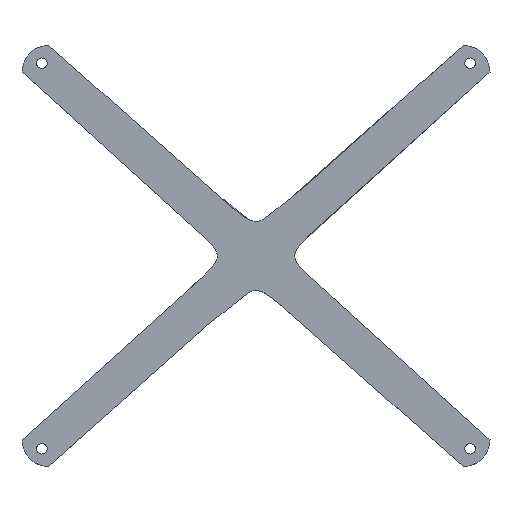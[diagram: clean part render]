
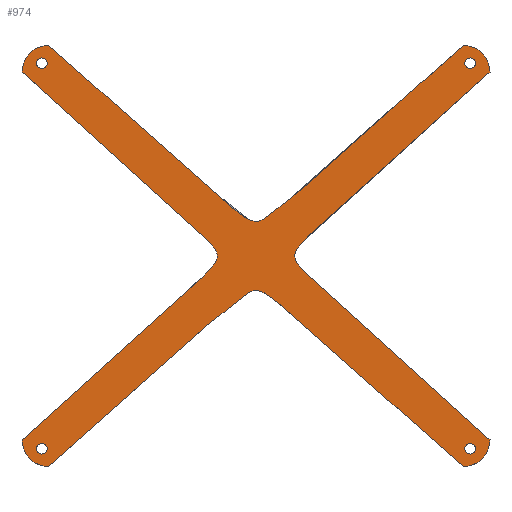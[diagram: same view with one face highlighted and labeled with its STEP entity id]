
A CAD part, top view. The second image highlights one B-rep face of the part: STEP entity #974.
In plain terms, the highlighted planar face has unit normal (0, 0, 1).
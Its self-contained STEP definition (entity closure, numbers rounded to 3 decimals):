
#32=FACE_BOUND('',#206,.T.);
#33=FACE_BOUND('',#207,.T.);
#34=FACE_BOUND('',#208,.T.);
#35=FACE_BOUND('',#209,.T.);
#48=(
BOUNDED_CURVE()
B_SPLINE_CURVE(2,(#2841,#2842,#2843,#2844,#2845,#2846,#2847,#2848,#2849),
 .UNSPECIFIED.,.F.,.F.)
B_SPLINE_CURVE_WITH_KNOTS((3,1,1,1,1,1,1,3),(-20.318,-19.302,
-16.678,-11.259,-4.652,-1.642,
-0.626,0.),.UNSPECIFIED.)
CURVE()
GEOMETRIC_REPRESENTATION_ITEM()
RATIONAL_B_SPLINE_CURVE((1.,1.9,4.802,9.375,10.528,
5.91,2.919,1.554,1.))
REPRESENTATION_ITEM('')
);
#50=(
BOUNDED_CURVE()
B_SPLINE_CURVE(2,(#2886,#2887,#2888,#2889,#2890,#2891,#2892,#2893,#2894),
 .UNSPECIFIED.,.F.,.F.)
B_SPLINE_CURVE_WITH_KNOTS((3,1,1,1,1,1,1,3),(-20.047,-19.045,
-16.454,-11.083,-4.432,-1.556,
-0.595,0.),.UNSPECIFIED.)
CURVE()
GEOMETRIC_REPRESENTATION_ITEM()
RATIONAL_B_SPLINE_CURVE((1.,1.9,4.803,9.39,10.531,
5.759,2.849,1.534,1.))
REPRESENTATION_ITEM('')
);
#52=(
BOUNDED_CURVE()
B_SPLINE_CURVE(2,(#2931,#2932,#2933,#2934,#2935,#2936,#2937,#2938,#2939),
 .UNSPECIFIED.,.F.,.F.)
B_SPLINE_CURVE_WITH_KNOTS((3,1,1,1,1,1,1,3),(0.,0.626,1.642,
4.652,11.259,16.678,19.302,20.318),
 .UNSPECIFIED.)
CURVE()
GEOMETRIC_REPRESENTATION_ITEM()
RATIONAL_B_SPLINE_CURVE((1.,1.554,2.919,5.91,
10.528,9.375,4.802,1.9,1.))
REPRESENTATION_ITEM('')
);
#54=(
BOUNDED_CURVE()
B_SPLINE_CURVE(2,(#2976,#2977,#2978,#2979,#2980,#2981,#2982,#2983,#2984),
 .UNSPECIFIED.,.F.,.F.)
B_SPLINE_CURVE_WITH_KNOTS((3,1,1,1,1,1,1,3),(0.,0.595,1.556,
4.432,11.083,16.454,19.045,20.047),
 .UNSPECIFIED.)
CURVE()
GEOMETRIC_REPRESENTATION_ITEM()
RATIONAL_B_SPLINE_CURVE((1.,1.534,2.849,5.759,
10.531,9.39,4.803,1.9,1.))
REPRESENTATION_ITEM('')
);
#98=PLANE('',#1065);
#151=FACE_OUTER_BOUND('',#205,.T.);
#205=EDGE_LOOP('',(#889,#890,#891,#892,#893,#894,#895,#896));
#206=EDGE_LOOP('',(#897));
#207=EDGE_LOOP('',(#898));
#208=EDGE_LOOP('',(#899));
#209=EDGE_LOOP('',(#900));
#223=CIRCLE('',#1042,2.);
#225=CIRCLE('',#1045,2.);
#227=CIRCLE('',#1048,2.);
#229=CIRCLE('',#1051,2.);
#232=CIRCLE('',#1055,10.);
#234=CIRCLE('',#1058,10.);
#236=CIRCLE('',#1061,10.);
#238=CIRCLE('',#1064,10.);
#475=VERTEX_POINT('',#2786);
#477=VERTEX_POINT('',#2792);
#479=VERTEX_POINT('',#2798);
#481=VERTEX_POINT('',#2804);
#485=VERTEX_POINT('',#2838);
#486=VERTEX_POINT('',#2840);
#488=VERTEX_POINT('',#2854);
#490=VERTEX_POINT('',#2885);
#492=VERTEX_POINT('',#2899);
#494=VERTEX_POINT('',#2930);
#496=VERTEX_POINT('',#2944);
#498=VERTEX_POINT('',#2975);
#603=EDGE_CURVE('',#475,#475,#223,.T.);
#606=EDGE_CURVE('',#477,#477,#225,.T.);
#609=EDGE_CURVE('',#479,#479,#227,.T.);
#612=EDGE_CURVE('',#481,#481,#229,.T.);
#617=EDGE_CURVE('',#486,#485,#48,.T.);
#620=EDGE_CURVE('',#488,#486,#232,.T.);
#623=EDGE_CURVE('',#490,#488,#50,.T.);
#626=EDGE_CURVE('',#492,#490,#234,.T.);
#629=EDGE_CURVE('',#494,#492,#52,.T.);
#632=EDGE_CURVE('',#496,#494,#236,.T.);
#635=EDGE_CURVE('',#498,#496,#54,.T.);
#638=EDGE_CURVE('',#485,#498,#238,.T.);
#889=ORIENTED_EDGE('',*,*,#638,.T.);
#890=ORIENTED_EDGE('',*,*,#635,.T.);
#891=ORIENTED_EDGE('',*,*,#632,.T.);
#892=ORIENTED_EDGE('',*,*,#629,.T.);
#893=ORIENTED_EDGE('',*,*,#626,.T.);
#894=ORIENTED_EDGE('',*,*,#623,.T.);
#895=ORIENTED_EDGE('',*,*,#620,.T.);
#896=ORIENTED_EDGE('',*,*,#617,.T.);
#897=ORIENTED_EDGE('',*,*,#612,.T.);
#898=ORIENTED_EDGE('',*,*,#609,.T.);
#899=ORIENTED_EDGE('',*,*,#606,.T.);
#900=ORIENTED_EDGE('',*,*,#603,.T.);
#974=ADVANCED_FACE('',(#151,#32,#33,#34,#35),#98,.T.);
#1042=AXIS2_PLACEMENT_3D('',#2787,#1203,#1204);
#1045=AXIS2_PLACEMENT_3D('',#2793,#1210,#1211);
#1048=AXIS2_PLACEMENT_3D('',#2799,#1217,#1218);
#1051=AXIS2_PLACEMENT_3D('',#2805,#1224,#1225);
#1055=AXIS2_PLACEMENT_3D('',#2855,#1235,#1236);
#1058=AXIS2_PLACEMENT_3D('',#2900,#1243,#1244);
#1061=AXIS2_PLACEMENT_3D('',#2945,#1251,#1252);
#1064=AXIS2_PLACEMENT_3D('',#2988,#1259,#1260);
#1065=AXIS2_PLACEMENT_3D('',#2989,#1261,#1262);
#1203=DIRECTION('center_axis',(0.,0.,-1.));
#1204=DIRECTION('ref_axis',(1.,0.,0.));
#1210=DIRECTION('center_axis',(0.,0.,-1.));
#1211=DIRECTION('ref_axis',(1.,0.,0.));
#1217=DIRECTION('center_axis',(0.,0.,-1.));
#1218=DIRECTION('ref_axis',(1.,0.,0.));
#1224=DIRECTION('center_axis',(0.,0.,-1.));
#1225=DIRECTION('ref_axis',(1.,0.,0.));
#1235=DIRECTION('center_axis',(0.,0.,1.));
#1236=DIRECTION('ref_axis',(1.,0.,0.));
#1243=DIRECTION('center_axis',(0.,0.,1.));
#1244=DIRECTION('ref_axis',(0.,-1.,0.));
#1251=DIRECTION('center_axis',(0.,0.,1.));
#1252=DIRECTION('ref_axis',(-1.,0.,0.));
#1259=DIRECTION('center_axis',(0.,0.,1.));
#1260=DIRECTION('ref_axis',(0.,1.,0.));
#1261=DIRECTION('center_axis',(0.,0.,1.));
#1262=DIRECTION('ref_axis',(1.,0.,0.));
#2786=CARTESIAN_POINT('',(78.,72.,3.));
#2787=CARTESIAN_POINT('Origin',(80.,72.,3.));
#2792=CARTESIAN_POINT('',(-82.,72.,3.));
#2793=CARTESIAN_POINT('Origin',(-80.,72.,3.));
#2798=CARTESIAN_POINT('',(78.,-72.,3.));
#2799=CARTESIAN_POINT('Origin',(80.,-72.,3.));
#2804=CARTESIAN_POINT('',(-82.,-72.,3.));
#2805=CARTESIAN_POINT('Origin',(-80.,-72.,3.));
#2838=CARTESIAN_POINT('',(-77.433,78.69,3.));
#2840=CARTESIAN_POINT('',(77.433,78.69,3.));
#2841=CARTESIAN_POINT('Ctrl Pts',(77.433,78.69,3.));
#2842=CARTESIAN_POINT('Ctrl Pts',(38.716,44.08,3.));
#2843=CARTESIAN_POINT('Ctrl Pts',(12.429,20.839,3.));
#2844=CARTESIAN_POINT('Ctrl Pts',(3.097,13.418,3.));
#2845=CARTESIAN_POINT('Ctrl Pts',(-1.595,12.564,3.));
#2846=CARTESIAN_POINT('Ctrl Pts',(-9.043,17.987,3.));
#2847=CARTESIAN_POINT('Ctrl Pts',(-23.562,30.651,3.));
#2848=CARTESIAN_POINT('Ctrl Pts',(-48.279,52.628,3.));
#2849=CARTESIAN_POINT('Ctrl Pts',(-77.433,78.69,3.));
#2854=CARTESIAN_POINT('',(87.433,68.69,3.));
#2855=CARTESIAN_POINT('Origin',(77.433,68.69,3.));
#2885=CARTESIAN_POINT('',(87.433,-68.69,3.));
#2886=CARTESIAN_POINT('Ctrl Pts',(87.433,-68.69,3.));
#2887=CARTESIAN_POINT('Ctrl Pts',(49.013,-34.345,3.));
#2888=CARTESIAN_POINT('Ctrl Pts',(23.21,-11.022,3.));
#2889=CARTESIAN_POINT('Ctrl Pts',(14.962,-2.733,3.));
#2890=CARTESIAN_POINT('Ctrl Pts',(14.027,1.475,3.));
#2891=CARTESIAN_POINT('Ctrl Pts',(20.408,8.364,3.));
#2892=CARTESIAN_POINT('Ctrl Pts',(34.797,21.526,3.));
#2893=CARTESIAN_POINT('Ctrl Pts',(59.189,43.441,3.));
#2894=CARTESIAN_POINT('Ctrl Pts',(87.433,68.69,3.));
#2899=CARTESIAN_POINT('',(77.433,-78.69,3.));
#2900=CARTESIAN_POINT('Origin',(77.433,-68.69,3.));
#2930=CARTESIAN_POINT('',(-77.433,-78.69,3.));
#2931=CARTESIAN_POINT('Ctrl Pts',(-77.433,-78.69,3.));
#2932=CARTESIAN_POINT('Ctrl Pts',(-48.279,-52.628,3.));
#2933=CARTESIAN_POINT('Ctrl Pts',(-23.562,-30.651,3.));
#2934=CARTESIAN_POINT('Ctrl Pts',(-9.043,-17.987,3.));
#2935=CARTESIAN_POINT('Ctrl Pts',(-1.595,-12.564,3.));
#2936=CARTESIAN_POINT('Ctrl Pts',(3.097,-13.418,3.));
#2937=CARTESIAN_POINT('Ctrl Pts',(12.429,-20.839,3.));
#2938=CARTESIAN_POINT('Ctrl Pts',(38.716,-44.08,3.));
#2939=CARTESIAN_POINT('Ctrl Pts',(77.433,-78.69,3.));
#2944=CARTESIAN_POINT('',(-87.433,-68.69,3.));
#2945=CARTESIAN_POINT('Origin',(-77.433,-68.69,3.));
#2975=CARTESIAN_POINT('',(-87.433,68.69,3.));
#2976=CARTESIAN_POINT('Ctrl Pts',(-87.433,68.69,3.));
#2977=CARTESIAN_POINT('Ctrl Pts',(-59.189,43.441,3.));
#2978=CARTESIAN_POINT('Ctrl Pts',(-34.797,21.526,3.));
#2979=CARTESIAN_POINT('Ctrl Pts',(-20.408,8.364,3.));
#2980=CARTESIAN_POINT('Ctrl Pts',(-14.027,1.475,3.));
#2981=CARTESIAN_POINT('Ctrl Pts',(-14.962,-2.733,3.));
#2982=CARTESIAN_POINT('Ctrl Pts',(-23.21,-11.022,3.));
#2983=CARTESIAN_POINT('Ctrl Pts',(-49.013,-34.345,3.));
#2984=CARTESIAN_POINT('Ctrl Pts',(-87.433,-68.69,3.));
#2988=CARTESIAN_POINT('Origin',(-77.433,68.69,3.));
#2989=CARTESIAN_POINT('Origin',(0.,0.,3.));
